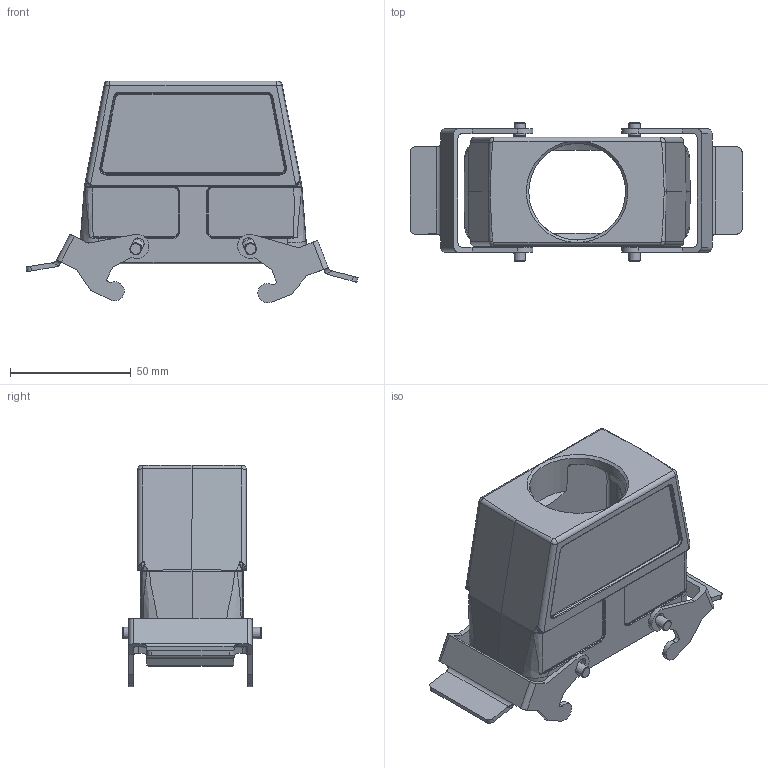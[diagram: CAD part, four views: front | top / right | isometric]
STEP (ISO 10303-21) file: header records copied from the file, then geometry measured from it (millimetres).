
FILE_DESCRIPTION((''),'2;1');
FILE_NAME('04300160468.stp','2020-07-07T14:34:10',('e.eickhoff'),(''),'Autodesk Inventor 2012','Autodesk Inventor 2012','');
FILE_SCHEMA(('AUTOMOTIVE_DESIGN { 1 0 10303 214 1 1 1 1 }'));
Length unit declared in the file: millimetre
Products named in the file (3): 04300160468; Metallbügel Quer
Assembly tree (3 placements, depth 2):
  04300160468
    04300160468
    Metallbügel Quer  x2
Bounding box: 137.29 x 57.2 x 91.67 mm (x, y, z)
Volume: 85862.3 mm3; surface area: 50902.6 mm2
Topology: 3 solids, 3 shells, 643 faces, 2015 edges, 1774 vertices
Faces by surface type: plane 234, cylinder 174, bspline 132, torus 51, cone 46, sphere 6
Full cylindrical faces by diameter (mm): 3 x4, 40 x1
Entity records: 25120 total; most frequent: CARTESIAN_POINT 8718, DIRECTION 3022, ORIENTED_EDGE 2866, EDGE_CURVE 1433, AXIS2_PLACEMENT_3D 1116, VERTEX_POINT 891, VECTOR 790, LINE 790
